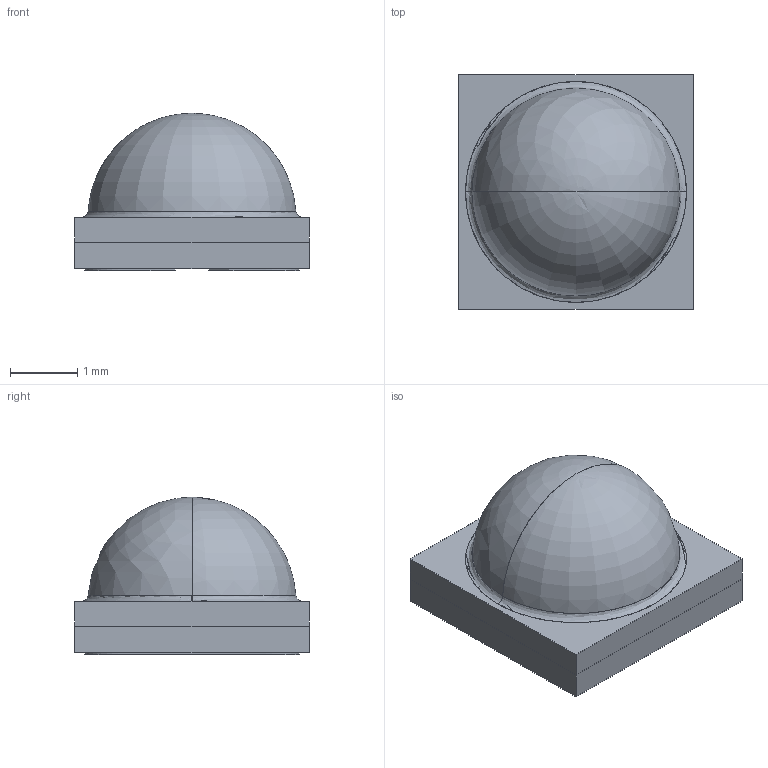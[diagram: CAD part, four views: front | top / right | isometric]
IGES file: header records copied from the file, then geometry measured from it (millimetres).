
Start section: SolidWorks IGES file using analytic representation for surfaces
Global section: file name: NVSW309B.IGS; native system: SolidWorks 2019; preprocessor: SolidWorks 2019; author: j47068; date: 200902.142521; units: millimetre
Bounding box: 3.5 x 3.5 x 2.35 mm (x, y, z)
Surface area: 67.4 mm2 (no closed solid volume)
Topology: 0 solids, 0 shells, 34 faces, 216 edges, 214 vertices
Faces by surface type: bspline 28, revolution 6
